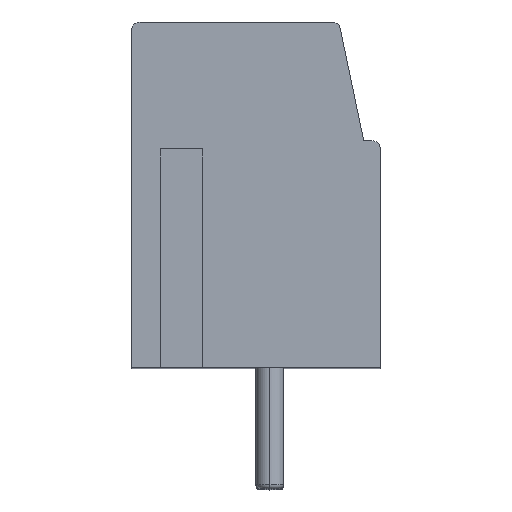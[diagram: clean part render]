
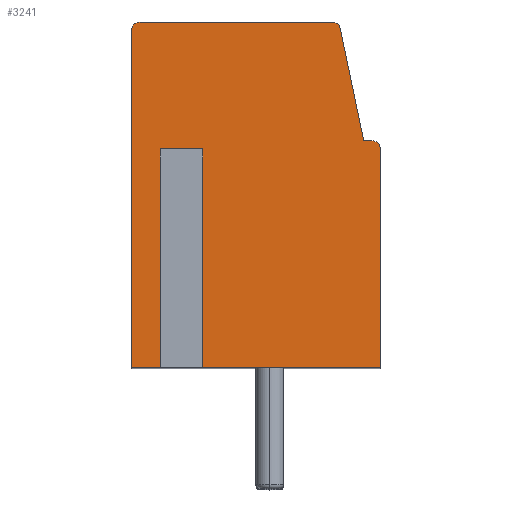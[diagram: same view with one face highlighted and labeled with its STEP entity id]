
A CAD part, top view. The second image highlights one B-rep face of the part: STEP entity #3241.
In plain terms, the highlighted planar face has unit normal (0, 0, 1).
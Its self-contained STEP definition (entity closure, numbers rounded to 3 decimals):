
#154 = DIRECTION ( 'NONE',  ( 0., 0., -1. ) ) ;
#176 = AXIS2_PLACEMENT_3D ( 'NONE', #3087, #1933, #3619 ) ;
#183 = ORIENTED_EDGE ( 'NONE', *, *, #1487, .F. ) ;
#318 = VERTEX_POINT ( 'NONE', #6466 ) ;
#380 = EDGE_CURVE ( 'NONE', #1493, #3242, #4924, .T. ) ;
#448 = VERTEX_POINT ( 'NONE', #2269 ) ;
#523 = CARTESIAN_POINT ( 'NONE',  ( 0.3, 12.5, 22.5 ) ) ;
#596 = CARTESIAN_POINT ( 'NONE',  ( 1.45, 7.9, 22.5 ) ) ;
#706 = VECTOR ( 'NONE', #6747, 1000. ) ;
#727 = FACE_OUTER_BOUND ( 'NONE', #7377, .T. ) ;
#740 = DIRECTION ( 'NONE',  ( 0.205, -0.979, 0. ) ) ;
#780 = AXIS2_PLACEMENT_3D ( 'NONE', #3929, #3894, #4941 ) ;
#801 = CARTESIAN_POINT ( 'NONE',  ( 7.256, 12.2, 22.5 ) ) ;
#863 = CARTESIAN_POINT ( 'NONE',  ( 8.4, 8.2, 22.5 ) ) ;
#879 = EDGE_CURVE ( 'NONE', #5535, #7147, #4736, .T. ) ;
#983 = ORIENTED_EDGE ( 'NONE', *, *, #380, .F. ) ;
#1155 = VERTEX_POINT ( 'NONE', #4103 ) ;
#1164 = EDGE_CURVE ( 'NONE', #1967, #5869, #4036, .T. ) ;
#1456 = CARTESIAN_POINT ( 'NONE',  ( 2.15, 0., 22.5 ) ) ;
#1487 = EDGE_CURVE ( 'NONE', #6395, #1155, #3949, .T. ) ;
#1493 = VERTEX_POINT ( 'NONE', #3811 ) ;
#1552 = EDGE_CURVE ( 'NONE', #1155, #4415, #7541, .T. ) ;
#1640 = EDGE_CURVE ( 'NONE', #448, #1967, #6545, .T. ) ;
#1650 = DIRECTION ( 'NONE',  ( -1., 0., 0. ) ) ;
#1777 = DIRECTION ( 'NONE',  ( -1., 0., 0. ) ) ;
#1933 = DIRECTION ( 'NONE',  ( 0., 0., 1. ) ) ;
#1967 = VERTEX_POINT ( 'NONE', #863 ) ;
#2109 = LINE ( 'NONE', #6810, #6697 ) ;
#2118 = DIRECTION ( 'NONE',  ( 0., 1., 0. ) ) ;
#2157 = AXIS2_PLACEMENT_3D ( 'NONE', #801, #7376, #3853 ) ;
#2265 = ORIENTED_EDGE ( 'NONE', *, *, #3947, .T. ) ;
#2269 = CARTESIAN_POINT ( 'NONE',  ( 7.55, 12.261, 22.5 ) ) ;
#2299 = ORIENTED_EDGE ( 'NONE', *, *, #6011, .T. ) ;
#2363 = CARTESIAN_POINT ( 'NONE',  ( 9., 8.2, 22.5 ) ) ;
#2547 = ORIENTED_EDGE ( 'NONE', *, *, #1552, .F. ) ;
#2921 = DIRECTION ( 'NONE',  ( -1., 0., 0. ) ) ;
#3087 = CARTESIAN_POINT ( 'NONE',  ( 8.7, 7.9, 22.5 ) ) ;
#3091 = ORIENTED_EDGE ( 'NONE', *, *, #3990, .F. ) ;
#3181 = ORIENTED_EDGE ( 'NONE', *, *, #7167, .F. ) ;
#3241 = ADVANCED_FACE ( 'NONE', ( #727 ), #4826, .F. ) ;
#3242 = VERTEX_POINT ( 'NONE', #4862 ) ;
#3258 = CARTESIAN_POINT ( 'NONE',  ( 9., 8.2, 22.5 ) ) ;
#3350 = LINE ( 'NONE', #7451, #4995 ) ;
#3362 = CARTESIAN_POINT ( 'NONE',  ( 9., 12.5, 22.5 ) ) ;
#3619 = DIRECTION ( 'NONE',  ( -1., 0., 0. ) ) ;
#3657 = VECTOR ( 'NONE', #3970, 1000. ) ;
#3768 = CARTESIAN_POINT ( 'NONE',  ( 0., 8.2, 22.5 ) ) ;
#3811 = CARTESIAN_POINT ( 'NONE',  ( 0., 0., 22.5 ) ) ;
#3853 = DIRECTION ( 'NONE',  ( -1., 0., 0. ) ) ;
#3894 = DIRECTION ( 'NONE',  ( 0., 0., 1. ) ) ;
#3929 = CARTESIAN_POINT ( 'NONE',  ( 0.3, 12.2, 22.5 ) ) ;
#3947 = EDGE_CURVE ( 'NONE', #3999, #4415, #2109, .T. ) ;
#3949 = LINE ( 'NONE', #3258, #706 ) ;
#3970 = DIRECTION ( 'NONE',  ( 1., 0., 0. ) ) ;
#3990 = EDGE_CURVE ( 'NONE', #5473, #318, #5799, .T. ) ;
#3999 = VERTEX_POINT ( 'NONE', #4702 ) ;
#4032 = EDGE_CURVE ( 'NONE', #3999, #5535, #6961, .T. ) ;
#4034 = VECTOR ( 'NONE', #740, 1000. ) ;
#4036 = LINE ( 'NONE', #2363, #4647 ) ;
#4092 = CARTESIAN_POINT ( 'NONE',  ( 9., 0., 22.5 ) ) ;
#4103 = CARTESIAN_POINT ( 'NONE',  ( 9., 0., 22.5 ) ) ;
#4292 = VECTOR ( 'NONE', #2921, 1000. ) ;
#4415 = VERTEX_POINT ( 'NONE', #1456 ) ;
#4481 = CIRCLE ( 'NONE', #2157, 0.3 ) ;
#4503 = CARTESIAN_POINT ( 'NONE',  ( 1.45, 0., 22.5 ) ) ;
#4580 = DIRECTION ( 'NONE',  ( 1., 0., 0. ) ) ;
#4647 = VECTOR ( 'NONE', #4580, 1000. ) ;
#4702 = CARTESIAN_POINT ( 'NONE',  ( 2.15, 7.9, 22.5 ) ) ;
#4707 = CARTESIAN_POINT ( 'NONE',  ( 1.45, 7.9, 22.5 ) ) ;
#4736 = LINE ( 'NONE', #596, #6846 ) ;
#4826 = PLANE ( 'NONE',  #6205 ) ;
#4862 = CARTESIAN_POINT ( 'NONE',  ( 0., 12.2, 22.5 ) ) ;
#4886 = VECTOR ( 'NONE', #1777, 1000. ) ;
#4924 = LINE ( 'NONE', #3768, #5853 ) ;
#4941 = DIRECTION ( 'NONE',  ( -1., 0., 0. ) ) ;
#4950 = ORIENTED_EDGE ( 'NONE', *, *, #6089, .T. ) ;
#4995 = VECTOR ( 'NONE', #1650, 1000. ) ;
#5473 = VERTEX_POINT ( 'NONE', #523 ) ;
#5535 = VERTEX_POINT ( 'NONE', #4707 ) ;
#5579 = ORIENTED_EDGE ( 'NONE', *, *, #6238, .T. ) ;
#5799 = LINE ( 'NONE', #3362, #3657 ) ;
#5853 = VECTOR ( 'NONE', #2118, 1000. ) ;
#5869 = VERTEX_POINT ( 'NONE', #6618 ) ;
#6011 = EDGE_CURVE ( 'NONE', #5473, #3242, #6695, .T. ) ;
#6063 = ORIENTED_EDGE ( 'NONE', *, *, #879, .F. ) ;
#6089 = EDGE_CURVE ( 'NONE', #448, #318, #4481, .T. ) ;
#6205 = AXIS2_PLACEMENT_3D ( 'NONE', #6460, #154, #7146 ) ;
#6238 = EDGE_CURVE ( 'NONE', #6395, #5869, #6927, .T. ) ;
#6347 = CARTESIAN_POINT ( 'NONE',  ( 2.15, 7.9, 22.5 ) ) ;
#6395 = VERTEX_POINT ( 'NONE', #7368 ) ;
#6408 = DIRECTION ( 'NONE',  ( 0., -1., 0. ) ) ;
#6460 = CARTESIAN_POINT ( 'NONE',  ( 9., 8.2, 22.5 ) ) ;
#6466 = CARTESIAN_POINT ( 'NONE',  ( 7.256, 12.5, 22.5 ) ) ;
#6545 = LINE ( 'NONE', #6634, #4034 ) ;
#6618 = CARTESIAN_POINT ( 'NONE',  ( 8.7, 8.2, 22.5 ) ) ;
#6634 = CARTESIAN_POINT ( 'NONE',  ( 8.425, 8.08, 22.5 ) ) ;
#6691 = ORIENTED_EDGE ( 'NONE', *, *, #1640, .F. ) ;
#6695 = CIRCLE ( 'NONE', #780, 0.3 ) ;
#6697 = VECTOR ( 'NONE', #6770, 1000. ) ;
#6747 = DIRECTION ( 'NONE',  ( 0., -1., 0. ) ) ;
#6770 = DIRECTION ( 'NONE',  ( 0., -1., 0. ) ) ;
#6775 = ORIENTED_EDGE ( 'NONE', *, *, #4032, .F. ) ;
#6810 = CARTESIAN_POINT ( 'NONE',  ( 2.15, 7.9, 22.5 ) ) ;
#6846 = VECTOR ( 'NONE', #6408, 1000. ) ;
#6862 = ORIENTED_EDGE ( 'NONE', *, *, #1164, .F. ) ;
#6927 = CIRCLE ( 'NONE', #176, 0.3 ) ;
#6961 = LINE ( 'NONE', #6347, #4886 ) ;
#7146 = DIRECTION ( 'NONE',  ( -1., 0., 0. ) ) ;
#7147 = VERTEX_POINT ( 'NONE', #4503 ) ;
#7167 = EDGE_CURVE ( 'NONE', #7147, #1493, #3350, .T. ) ;
#7368 = CARTESIAN_POINT ( 'NONE',  ( 9., 7.9, 22.5 ) ) ;
#7376 = DIRECTION ( 'NONE',  ( 0., 0., 1. ) ) ;
#7377 = EDGE_LOOP ( 'NONE', ( #2265, #2547, #183, #5579, #6862, #6691, #4950, #3091, #2299, #983, #3181, #6063, #6775 ) ) ;
#7451 = CARTESIAN_POINT ( 'NONE',  ( 9., 0., 22.5 ) ) ;
#7541 = LINE ( 'NONE', #4092, #4292 ) ;
